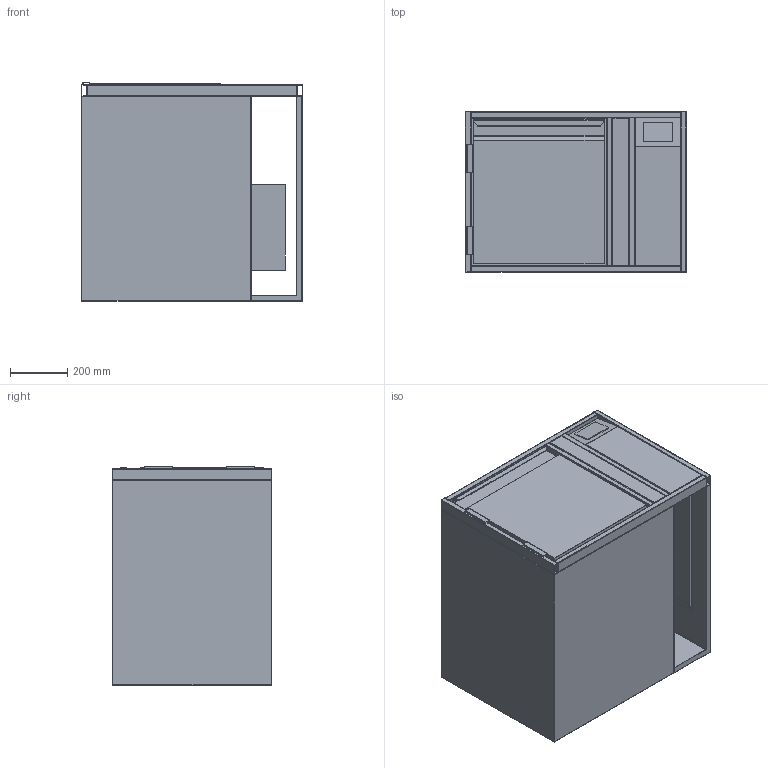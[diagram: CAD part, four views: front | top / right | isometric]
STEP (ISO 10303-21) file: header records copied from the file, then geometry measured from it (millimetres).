
FILE_DESCRIPTION (( 'STEP AP203' ), '1' );
FILE_NAME ('G-BKZ-1-56-R-1T.step', '2024-02-26T13:40:12', ( '' ), ( '' ), 'SwSTEP 2.0', 'SolidWorks 2023', '' );
FILE_SCHEMA (( 'CONFIG_CONTROL_DESIGN' ));
Length unit declared in the file: millimetre
Products named in the file (8): 24-02-55012_G-KT-Korpus-595-760-560-R; 20-03-43318_G-KT-Rahmen-Tür-475-560; G-BKZ-1-56-R-1T; 20-03-43331_G-KT-Auflage-475-760-ohne-Rost; 24-02-55011_G-KT-Fach-Z-R-180-760-560; 18-06-35404_TUER-460-505-L; 21-01-47565_G-KT-FRR-560-775--595B-1SV60-180; 20-03-43319_G-BK-Einbauelement-Tür-475-760-560-L
Assembly tree (10 placements, depth 3):
  G-BKZ-1-56-R-1T
    24-02-55012_G-KT-Korpus-595-760-560-R
    21-01-47565_G-KT-FRR-560-775--595B-1SV60-180
    24-02-55011_G-KT-Fach-Z-R-180-760-560
    20-03-43319_G-BK-Einbauelement-Tür-475-760-560-L
      20-03-43318_G-KT-Rahmen-Tür-475-560
      18-06-35404_TUER-460-505-L
      20-03-43331_G-KT-Auflage-475-760-ohne-Rost  x4
Bounding box: 776 x 560 x 767.5 mm (x, y, z)
Volume: 95973953.5 mm3; surface area: 8215118.8 mm2
Topology: 22 solids, 22 shells, 577 faces, 1395 edges, 850 vertices
Faces by surface type: plane 329, cylinder 203, sphere 22, torus 16, bspline 7
Entity records: 15131 total; most frequent: CARTESIAN_POINT 2723, DIRECTION 2440, ORIENTED_EDGE 2342, EDGE_CURVE 1171, AXIS2_PLACEMENT_3D 829, LINE 782, VECTOR 782, VERTEX_POINT 730
